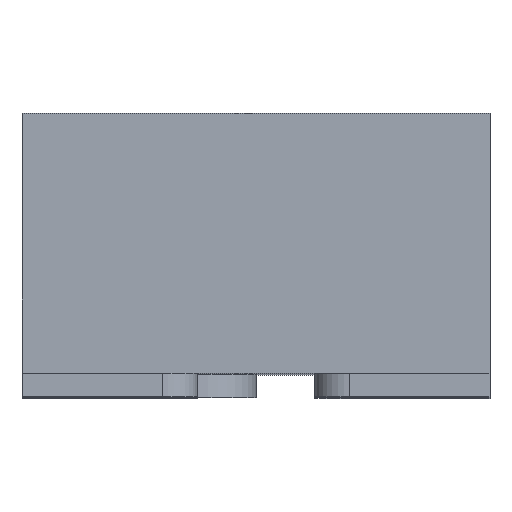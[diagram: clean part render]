
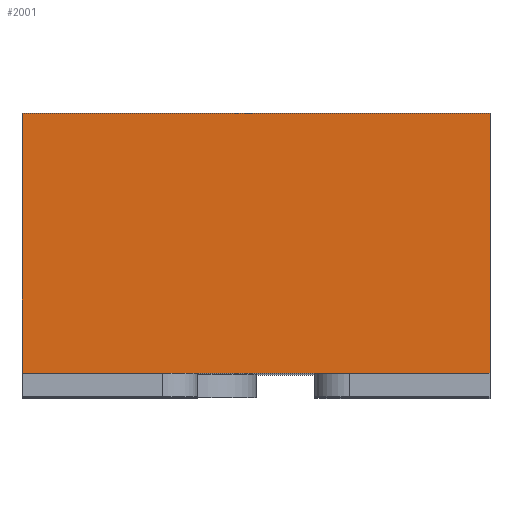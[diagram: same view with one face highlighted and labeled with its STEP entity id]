
A CAD part, top view. The second image highlights one B-rep face of the part: STEP entity #2001.
In plain terms, the highlighted planar face has unit normal (0, 0, 1).
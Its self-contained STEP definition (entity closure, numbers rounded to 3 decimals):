
#306 = EDGE_CURVE ( 'NONE', #3066, #3229, #3193, .T. ) ;
#351 = EDGE_LOOP ( 'NONE', ( #3910, #614, #2499, #2224 ) ) ;
#614 = ORIENTED_EDGE ( 'NONE', *, *, #2291, .F. ) ;
#714 = LINE ( 'NONE', #3551, #2290 ) ;
#837 = DIRECTION ( 'NONE',  ( -1., 0., 0. ) ) ;
#1093 = DIRECTION ( 'NONE',  ( 0., -1., 0. ) ) ;
#1118 = VECTOR ( 'NONE', #1927, 1000. ) ;
#1220 = DIRECTION ( 'NONE',  ( 0., 0., -1. ) ) ;
#1294 = FACE_OUTER_BOUND ( 'NONE', #351, .T. ) ;
#1433 = VECTOR ( 'NONE', #1476, 1000. ) ;
#1476 = DIRECTION ( 'NONE',  ( 1., 0., 0. ) ) ;
#1517 = CARTESIAN_POINT ( 'NONE',  ( -0.5, 0.605, 1.25 ) ) ;
#1587 = VERTEX_POINT ( 'NONE', #1517 ) ;
#1632 = CARTESIAN_POINT ( 'NONE',  ( -0.5, 0.605, 1.25 ) ) ;
#1639 = LINE ( 'NONE', #3000, #4455 ) ;
#1658 = LINE ( 'NONE', #3634, #1118 ) ;
#1927 = DIRECTION ( 'NONE',  ( 0., -1., 0. ) ) ;
#2001 = ADVANCED_FACE ( 'NONE', ( #1294 ), #2921, .F. ) ;
#2224 = ORIENTED_EDGE ( 'NONE', *, *, #2914, .T. ) ;
#2290 = VECTOR ( 'NONE', #1093, 1000. ) ;
#2291 = EDGE_CURVE ( 'NONE', #4351, #3229, #714, .T. ) ;
#2307 = CARTESIAN_POINT ( 'NONE',  ( 0.5, 0.05, 1.25 ) ) ;
#2499 = ORIENTED_EDGE ( 'NONE', *, *, #2922, .F. ) ;
#2506 = CARTESIAN_POINT ( 'NONE',  ( 0.5, 0.605, 1.25 ) ) ;
#2831 = CARTESIAN_POINT ( 'NONE',  ( -0.5, 0.05, 1.25 ) ) ;
#2914 = EDGE_CURVE ( 'NONE', #1587, #3066, #1658, .T. ) ;
#2921 = PLANE ( 'NONE',  #3726 ) ;
#2922 = EDGE_CURVE ( 'NONE', #1587, #4351, #1639, .T. ) ;
#3000 = CARTESIAN_POINT ( 'NONE',  ( -0.5, 0.605, 1.25 ) ) ;
#3066 = VERTEX_POINT ( 'NONE', #2831 ) ;
#3148 = CARTESIAN_POINT ( 'NONE',  ( -0.5, 0.05, 1.25 ) ) ;
#3193 = LINE ( 'NONE', #3148, #1433 ) ;
#3229 = VERTEX_POINT ( 'NONE', #2307 ) ;
#3551 = CARTESIAN_POINT ( 'NONE',  ( 0.5, 0.605, 1.25 ) ) ;
#3634 = CARTESIAN_POINT ( 'NONE',  ( -0.5, 0.605, 1.25 ) ) ;
#3726 = AXIS2_PLACEMENT_3D ( 'NONE', #1632, #1220, #837 ) ;
#3910 = ORIENTED_EDGE ( 'NONE', *, *, #306, .T. ) ;
#4351 = VERTEX_POINT ( 'NONE', #2506 ) ;
#4381 = DIRECTION ( 'NONE',  ( 1., 0., 0. ) ) ;
#4455 = VECTOR ( 'NONE', #4381, 1000. ) ;
